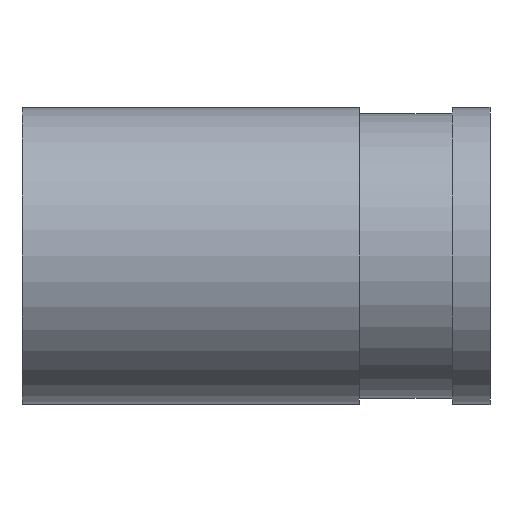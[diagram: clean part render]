
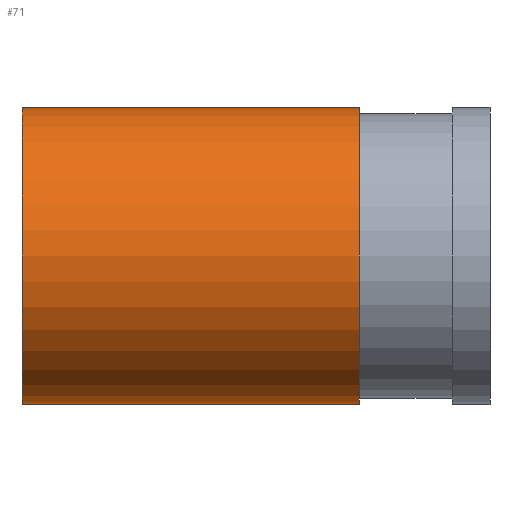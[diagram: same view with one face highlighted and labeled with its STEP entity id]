
A CAD part, front view. The second image highlights one B-rep face of the part: STEP entity #71.
In plain terms, the highlighted cylindrical face has radius 60 mm (diameter 120 mm), a full revolution.
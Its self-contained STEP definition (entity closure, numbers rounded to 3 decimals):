
#71=ADVANCED_FACE('',(#197,#199),#201,.T.);
#197=FACE_OUTER_BOUND('',#198,.T.);
#198=EDGE_LOOP('',(#309));
#199=FACE_OUTER_BOUND('',#200,.T.);
#200=EDGE_LOOP('',(#310));
#201=CYLINDRICAL_SURFACE('',#202,60.);
#202=AXIS2_PLACEMENT_3D('',#203,#204,#205);
#203=CARTESIAN_POINT('',(-52.708,0.,0.));
#204=DIRECTION('',(-1.,0.,0.));
#205=DIRECTION('',(0.,0.,1.));
#309=ORIENTED_EDGE('',*,*,#336,.T.);
#310=ORIENTED_EDGE('',*,*,#335,.F.);
#335=EDGE_CURVE('',#351,#351,#352,.T.);
#336=EDGE_CURVE('',#353,#353,#354,.T.);
#351=VERTEX_POINT('',#385);
#352=CIRCLE('',#386,60.);
#353=VERTEX_POINT('',#390);
#354=CIRCLE('',#391,60.);
#385=CARTESIAN_POINT('',(-189.,0.,60.));
#386=AXIS2_PLACEMENT_3D('',#387,#388,#389);
#387=CARTESIAN_POINT('',(-189.,0.,0.));
#388=DIRECTION('',(-1.,0.,0.));
#389=DIRECTION('',(0.,0.,1.));
#390=CARTESIAN_POINT('',(-52.708,0.,60.));
#391=AXIS2_PLACEMENT_3D('',#392,#393,#394);
#392=CARTESIAN_POINT('',(-52.708,0.,0.));
#393=DIRECTION('',(-1.,0.,0.));
#394=DIRECTION('',(0.,0.,1.));
